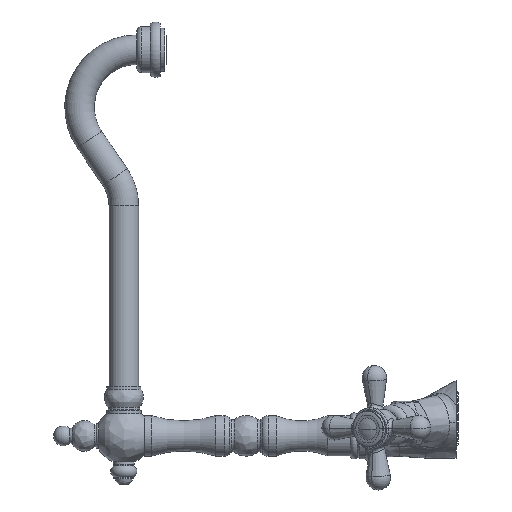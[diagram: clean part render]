
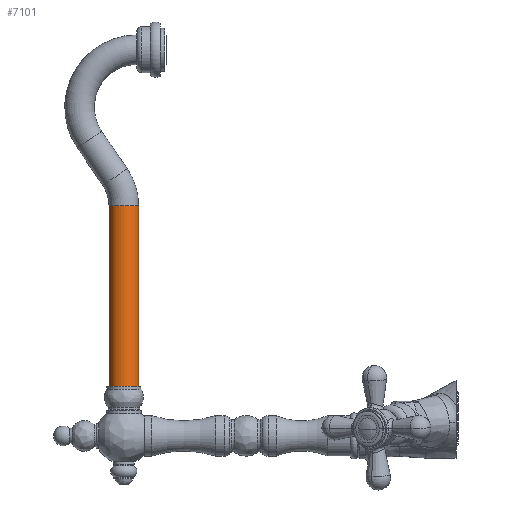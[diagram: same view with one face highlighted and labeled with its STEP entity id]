
A CAD part, left-side view. The second image highlights one B-rep face of the part: STEP entity #7101.
In plain terms, the highlighted cylindrical face has radius 9 mm (diameter 18 mm), a partial arc.
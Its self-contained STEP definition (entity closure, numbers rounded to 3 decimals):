
#6980=CARTESIAN_POINT('',(0.,203.85,9.744));
#6981=DIRECTION('',(0.,0.,-1.));
#6982=DIRECTION('',(0.,-1.,0.));
#6983=AXIS2_PLACEMENT_3D('',#6980,#6981,#6982);
#6985=DIRECTION('',(0.,0.,1.));
#6986=VECTOR('',#6985,120.);
#6987=CARTESIAN_POINT('',(0.,212.85,9.744));
#6988=LINE('',#6987,#6986);
#6994=DIRECTION('',(0.,0.,1.));
#6995=VECTOR('',#6994,120.);
#6996=CARTESIAN_POINT('',(0.,194.85,9.744));
#6997=LINE('',#6996,#6995);
#7008=CARTESIAN_POINT('',(0.,203.85,129.744));
#7009=DIRECTION('',(0.,0.,1.));
#7010=DIRECTION('',(0.,1.,0.));
#7011=AXIS2_PLACEMENT_3D('',#7008,#7009,#7010);
#7066=CARTESIAN_POINT('',(0.,212.85,9.744));
#7067=CARTESIAN_POINT('',(0.,194.85,9.744));
#7068=VERTEX_POINT('',#7066);
#7069=VERTEX_POINT('',#7067);
#7070=CARTESIAN_POINT('',(0.,212.85,129.744));
#7071=CARTESIAN_POINT('',(0.,194.85,129.744));
#7072=VERTEX_POINT('',#7070);
#7073=VERTEX_POINT('',#7071);
#7086=CARTESIAN_POINT('',(0.,203.85,9.744));
#7087=DIRECTION('',(0.,0.,1.));
#7088=DIRECTION('',(0.,1.,0.));
#7089=AXIS2_PLACEMENT_3D('',#7086,#7087,#7088);
#7090=CYLINDRICAL_SURFACE('',#7089,9.);
#7092=ORIENTED_EDGE('',*,*,#7091,.T.);
#7094=ORIENTED_EDGE('',*,*,#7093,.T.);
#7096=ORIENTED_EDGE('',*,*,#7095,.T.);
#7098=ORIENTED_EDGE('',*,*,#7097,.F.);
#7099=EDGE_LOOP('',(#7092,#7094,#7096,#7098));
#7100=FACE_OUTER_BOUND('',#7099,.F.);
#7101=ADVANCED_FACE('',(#7100),#7090,.T.);
#6984=CIRCLE('',#6983,9.);
#7012=CIRCLE('',#7011,9.);
#7091=EDGE_CURVE('',#7069,#7068,#6984,.T.);
#7093=EDGE_CURVE('',#7068,#7072,#6988,.T.);
#7095=EDGE_CURVE('',#7072,#7073,#7012,.T.);
#7097=EDGE_CURVE('',#7069,#7073,#6997,.T.);
